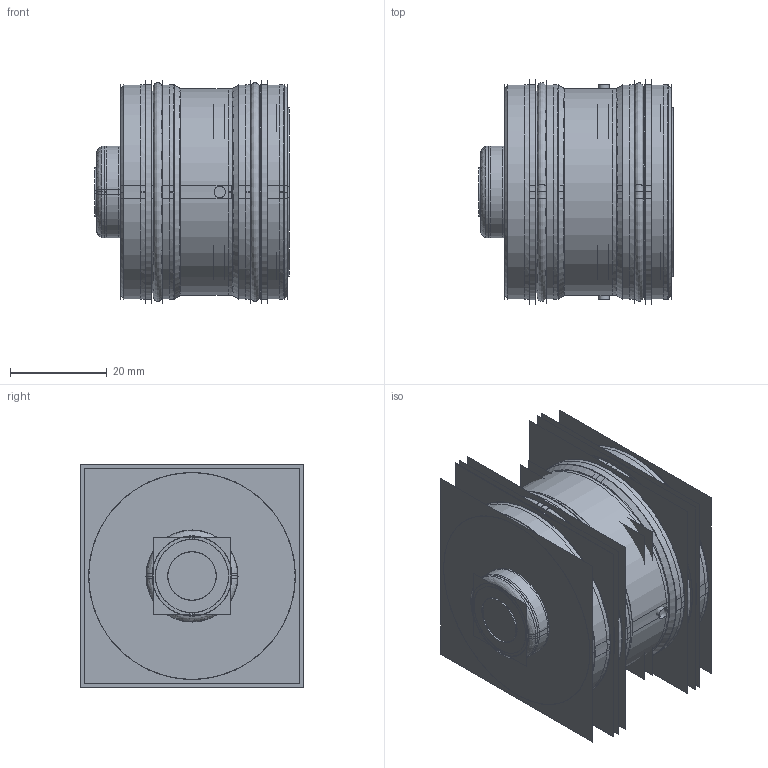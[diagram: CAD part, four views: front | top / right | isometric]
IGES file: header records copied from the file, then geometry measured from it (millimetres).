
Start section:  PTC IGES file: ilcm42114300.igs
Global section: file name: ilcm42114300.igs; native system: Creo Parametric by Parametric Technology Corporation; preprocessor: 2013320; author: ACDC; organization: Unknown; date: 20161219.113722; units: millimetre
Bounding box: 40.25 x 46.34 x 46.33 mm (x, y, z)
Surface area: 52692.1 mm2 (no closed solid volume)
Topology: 0 solids, 0 shells, 168 faces, 1983 edges, 2425 vertices
Faces by surface type: revolution 132, bspline 36
